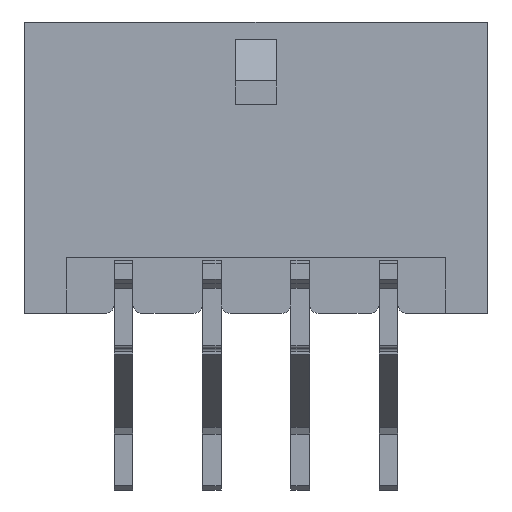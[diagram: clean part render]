
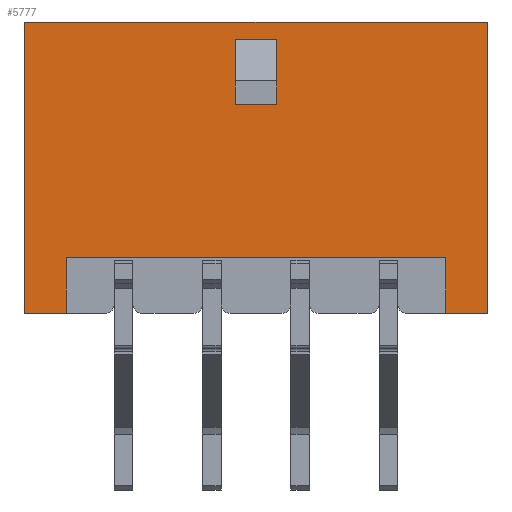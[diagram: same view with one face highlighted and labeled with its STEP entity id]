
A CAD part, left-side view. The second image highlights one B-rep face of the part: STEP entity #5777.
In plain terms, the highlighted planar face has unit normal (-1, 0, 0).
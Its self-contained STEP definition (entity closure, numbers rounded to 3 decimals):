
#774=ORIENTED_EDGE('',*,*,#2285,.T.);
#775=ORIENTED_EDGE('',*,*,#2286,.T.);
#776=ORIENTED_EDGE('',*,*,#2287,.F.);
#777=ORIENTED_EDGE('',*,*,#2288,.F.);
#778=ORIENTED_EDGE('',*,*,#2289,.F.);
#779=ORIENTED_EDGE('',*,*,#2253,.F.);
#780=ORIENTED_EDGE('',*,*,#2277,.T.);
#781=ORIENTED_EDGE('',*,*,#1943,.T.);
#782=ORIENTED_EDGE('',*,*,#2279,.F.);
#783=ORIENTED_EDGE('',*,*,#2261,.F.);
#784=ORIENTED_EDGE('',*,*,#2290,.F.);
#785=ORIENTED_EDGE('',*,*,#2291,.F.);
#1943=EDGE_CURVE('',#2772,#2771,#3342,.T.);
#2253=EDGE_CURVE('',#2996,#2992,#3620,.T.);
#2261=EDGE_CURVE('',#3002,#3003,#3628,.T.);
#2277=EDGE_CURVE('',#2996,#2772,#3644,.T.);
#2279=EDGE_CURVE('',#3003,#2771,#3646,.T.);
#2285=EDGE_CURVE('',#3013,#3014,#3652,.T.);
#2286=EDGE_CURVE('',#3014,#3015,#3653,.T.);
#2287=EDGE_CURVE('',#3016,#3015,#3654,.T.);
#2288=EDGE_CURVE('',#3013,#3016,#3655,.T.);
#2289=EDGE_CURVE('',#2992,#3017,#3656,.T.);
#2290=EDGE_CURVE('',#3018,#3002,#3657,.T.);
#2291=EDGE_CURVE('',#3017,#3018,#3658,.T.);
#2771=VERTEX_POINT('',#8101);
#2772=VERTEX_POINT('',#8103);
#2992=VERTEX_POINT('',#8695);
#2996=VERTEX_POINT('',#8704);
#3002=VERTEX_POINT('',#8720);
#3003=VERTEX_POINT('',#8722);
#3013=VERTEX_POINT('',#8762);
#3014=VERTEX_POINT('',#8763);
#3015=VERTEX_POINT('',#8765);
#3016=VERTEX_POINT('',#8767);
#3017=VERTEX_POINT('',#8770);
#3018=VERTEX_POINT('',#8772);
#3342=LINE('',#8102,#4135);
#3620=LINE('',#8705,#4413);
#3628=LINE('',#8721,#4421);
#3644=LINE('',#8748,#4437);
#3646=LINE('',#8751,#4439);
#3652=LINE('',#8761,#4445);
#3653=LINE('',#8764,#4446);
#3654=LINE('',#8766,#4447);
#3655=LINE('',#8768,#4448);
#3656=LINE('',#8769,#4449);
#3657=LINE('',#8771,#4450);
#3658=LINE('',#8773,#4451);
#4135=VECTOR('',#6518,1000.);
#4413=VECTOR('',#6996,1000.);
#4421=VECTOR('',#7008,1000.);
#4437=VECTOR('',#7028,1000.);
#4439=VECTOR('',#7032,1000.);
#4445=VECTOR('',#7044,1000.);
#4446=VECTOR('',#7045,1000.);
#4447=VECTOR('',#7046,1000.);
#4448=VECTOR('',#7047,1000.);
#4449=VECTOR('',#7048,1000.);
#4450=VECTOR('',#7049,1000.);
#4451=VECTOR('',#7050,1000.);
#4907=EDGE_LOOP('',(#774,#775,#776,#777));
#4908=EDGE_LOOP('',(#778,#779,#780,#781,#782,#783,#784,#785));
#5216=FACE_BOUND('',#4907,.T.);
#5217=FACE_BOUND('',#4908,.T.);
#5497=PLANE('',#6146);
#5777=ADVANCED_FACE('',(#5216,#5217),#5497,.T.);
#6146=AXIS2_PLACEMENT_3D('',#8760,#7042,#7043);
#6518=DIRECTION('',(0.,1.,0.));
#6996=DIRECTION('',(0.,1.,0.));
#7008=DIRECTION('',(0.,1.,0.));
#7028=DIRECTION('',(0.,0.,1.));
#7032=DIRECTION('',(0.,0.,1.));
#7042=DIRECTION('',(-1.,0.,0.));
#7043=DIRECTION('',(0.,0.,1.));
#7044=DIRECTION('',(0.,0.,1.));
#7045=DIRECTION('',(0.,-1.,0.));
#7046=DIRECTION('',(0.,0.,1.));
#7047=DIRECTION('',(0.,-1.,0.));
#7048=DIRECTION('',(0.,0.,1.));
#7049=DIRECTION('',(0.,0.,-1.));
#7050=DIRECTION('',(0.,1.,0.));
#8101=CARTESIAN_POINT('',(-3.43,7.85,4.95));
#8102=CARTESIAN_POINT('',(-3.43,-7.85,4.95));
#8103=CARTESIAN_POINT('',(-3.43,-7.85,4.95));
#8695=CARTESIAN_POINT('',(-3.43,-6.45,-4.95));
#8704=CARTESIAN_POINT('',(-3.43,-7.85,-4.95));
#8705=CARTESIAN_POINT('',(-3.43,-7.85,-4.95));
#8720=CARTESIAN_POINT('',(-3.43,6.45,-4.95));
#8721=CARTESIAN_POINT('',(-3.43,-7.85,-4.95));
#8722=CARTESIAN_POINT('',(-3.43,7.85,-4.95));
#8748=CARTESIAN_POINT('',(-3.43,-7.85,-4.95));
#8751=CARTESIAN_POINT('',(-3.43,7.85,-4.95));
#8760=CARTESIAN_POINT('',(-3.43,-7.85,-4.95));
#8761=CARTESIAN_POINT('',(-3.43,0.7,2.15));
#8762=CARTESIAN_POINT('',(-3.43,0.7,2.15));
#8763=CARTESIAN_POINT('',(-3.43,0.7,4.35));
#8764=CARTESIAN_POINT('',(-3.43,0.7,4.35));
#8765=CARTESIAN_POINT('',(-3.43,-0.7,4.35));
#8766=CARTESIAN_POINT('',(-3.43,-0.7,2.15));
#8767=CARTESIAN_POINT('',(-3.43,-0.7,2.15));
#8768=CARTESIAN_POINT('',(-3.43,0.7,2.15));
#8769=CARTESIAN_POINT('',(-3.43,-6.45,-4.95));
#8770=CARTESIAN_POINT('',(-3.43,-6.45,-3.05));
#8771=CARTESIAN_POINT('',(-3.43,6.45,-3.05));
#8772=CARTESIAN_POINT('',(-3.43,6.45,-3.05));
#8773=CARTESIAN_POINT('',(-3.43,-6.45,-3.05));
